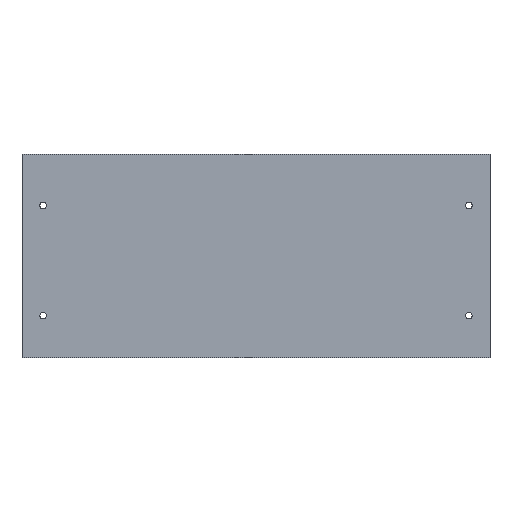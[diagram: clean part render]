
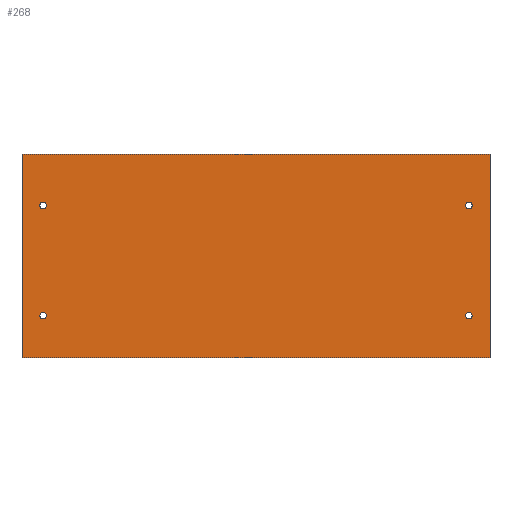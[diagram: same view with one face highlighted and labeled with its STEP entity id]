
A CAD part, left-side view. The second image highlights one B-rep face of the part: STEP entity #268.
In plain terms, the highlighted planar face has unit normal (-1, 0, 0).
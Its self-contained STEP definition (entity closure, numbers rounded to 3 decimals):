
#4 = EDGE_CURVE ( 'NONE', #345, #88, #347, .T. ) ;
#12 = DIRECTION ( 'NONE',  ( 0., 0., 1. ) ) ;
#13 = EDGE_LOOP ( 'NONE', ( #358, #46 ) ) ;
#15 = VERTEX_POINT ( 'NONE', #484 ) ;
#17 = DIRECTION ( 'NONE',  ( -1., 0., 0. ) ) ;
#20 = DIRECTION ( 'NONE',  ( 0., 0., 1. ) ) ;
#25 = CIRCLE ( 'NONE', #119, 1.8 ) ;
#35 = ORIENTED_EDGE ( 'NONE', *, *, #4, .F. ) ;
#42 = DIRECTION ( 'NONE',  ( -1., 0., 0. ) ) ;
#43 = EDGE_LOOP ( 'NONE', ( #59, #247, #175, #219 ) ) ;
#46 = ORIENTED_EDGE ( 'NONE', *, *, #75, .F. ) ;
#58 = CARTESIAN_POINT ( 'NONE',  ( -130.5, 196., 24.8 ) ) ;
#59 = ORIENTED_EDGE ( 'NONE', *, *, #249, .F. ) ;
#60 = EDGE_LOOP ( 'NONE', ( #233, #243 ) ) ;
#62 = DIRECTION ( 'NONE',  ( 0., 0., 1. ) ) ;
#64 = VECTOR ( 'NONE', #321, 1000. ) ;
#75 = EDGE_CURVE ( 'NONE', #236, #297, #238, .T. ) ;
#78 = EDGE_CURVE ( 'NONE', #418, #133, #320, .T. ) ;
#79 = DIRECTION ( 'NONE',  ( 0., 0., 1. ) ) ;
#80 = VECTOR ( 'NONE', #99, 1000. ) ;
#86 = CARTESIAN_POINT ( 'NONE',  ( -130.5, -47.5, 0. ) ) ;
#88 = VERTEX_POINT ( 'NONE', #160 ) ;
#94 = CARTESIAN_POINT ( 'NONE',  ( -130.5, -47.5, 366.018 ) ) ;
#96 = CARTESIAN_POINT ( 'NONE',  ( -130.5, 207.5, 366.018 ) ) ;
#98 = EDGE_CURVE ( 'NONE', #207, #436, #497, .T. ) ;
#99 = DIRECTION ( 'NONE',  ( 0., 1., 0. ) ) ;
#102 = CIRCLE ( 'NONE', #446, 1.8 ) ;
#107 = DIRECTION ( 'NONE',  ( -1., 0., 0. ) ) ;
#109 = DIRECTION ( 'NONE',  ( 0., 0., 1. ) ) ;
#116 = AXIS2_PLACEMENT_3D ( 'NONE', #177, #447, #141 ) ;
#119 = AXIS2_PLACEMENT_3D ( 'NONE', #465, #310, #230 ) ;
#125 = CARTESIAN_POINT ( 'NONE',  ( -130.5, -36., 84.8 ) ) ;
#127 = CIRCLE ( 'NONE', #491, 1.8 ) ;
#130 = EDGE_CURVE ( 'Edge6', #15, #375, #232, .T. ) ;
#132 = LINE ( 'NONE', #359, #353 ) ;
#133 = VERTEX_POINT ( 'NONE', #461 ) ;
#140 = CARTESIAN_POINT ( 'NONE',  ( -130.5, 207.5, 111. ) ) ;
#141 = DIRECTION ( 'NONE',  ( 0., 0., 1. ) ) ;
#142 = DIRECTION ( 'NONE',  ( -1., 0., 0. ) ) ;
#150 = EDGE_CURVE ( 'NONE', #297, #236, #181, .T. ) ;
#153 = CARTESIAN_POINT ( 'NONE',  ( -130.5, 196., 83. ) ) ;
#160 = CARTESIAN_POINT ( 'NONE',  ( -130.5, -36., 21.2 ) ) ;
#163 = EDGE_CURVE ( 'NONE', #436, #207, #25, .T. ) ;
#174 = FACE_OUTER_BOUND ( 'NONE', #43, .T. ) ;
#175 = ORIENTED_EDGE ( 'NONE', *, *, #130, .T. ) ;
#176 = CARTESIAN_POINT ( 'NONE',  ( -130.5, -47.5, 111. ) ) ;
#177 = CARTESIAN_POINT ( 'NONE',  ( -130.5, -36., 83. ) ) ;
#179 = FACE_BOUND ( 'NONE', #13, .T. ) ;
#181 = CIRCLE ( 'NONE', #459, 1.8 ) ;
#198 = DIRECTION ( 'NONE',  ( -1., 0., 0. ) ) ;
#199 = VERTEX_POINT ( 'NONE', #86 ) ;
#207 = VERTEX_POINT ( 'NONE', #58 ) ;
#210 = CARTESIAN_POINT ( 'NONE',  ( -130.5, -36., 23. ) ) ;
#216 = ORIENTED_EDGE ( 'NONE', *, *, #163, .F. ) ;
#218 = CARTESIAN_POINT ( 'NONE',  ( -130.5, 207.5, 0. ) ) ;
#219 = ORIENTED_EDGE ( 'NONE', *, *, #311, .F. ) ;
#220 = CARTESIAN_POINT ( 'NONE',  ( -130.5, -36., 24.8 ) ) ;
#221 = DIRECTION ( 'NONE',  ( -1., 0., 0. ) ) ;
#230 = DIRECTION ( 'NONE',  ( 0., 0., 1. ) ) ;
#232 = LINE ( 'NONE', #355, #303 ) ;
#233 = ORIENTED_EDGE ( 'NONE', *, *, #78, .F. ) ;
#236 = VERTEX_POINT ( 'NONE', #283 ) ;
#237 = DIRECTION ( 'NONE',  ( 0., 0., -1. ) ) ;
#238 = CIRCLE ( 'NONE', #116, 1.8 ) ;
#240 = DIRECTION ( 'NONE',  ( 0., -1., 0. ) ) ;
#243 = ORIENTED_EDGE ( 'NONE', *, *, #385, .F. ) ;
#244 = DIRECTION ( 'NONE',  ( 0., 1., 0. ) ) ;
#247 = ORIENTED_EDGE ( 'NONE', *, *, #301, .T. ) ;
#249 = EDGE_CURVE ( 'Edge5', #329, #199, #448, .T. ) ;
#251 = ORIENTED_EDGE ( 'NONE', *, *, #325, .F. ) ;
#260 = CARTESIAN_POINT ( 'NONE',  ( -130.5, 196., 84.8 ) ) ;
#262 = AXIS2_PLACEMENT_3D ( 'NONE', #333, #221, #62 ) ;
#268 = ADVANCED_FACE ( 'Face1', ( #291, #366, #441, #179, #174 ), #324, .T. ) ;
#280 = EDGE_LOOP ( 'NONE', ( #35, #251 ) ) ;
#283 = CARTESIAN_POINT ( 'NONE',  ( -130.5, -36., 81.2 ) ) ;
#291 = FACE_BOUND ( 'NONE', #404, .T. ) ;
#292 = CARTESIAN_POINT ( 'NONE',  ( -130.5, 196., 83. ) ) ;
#297 = VERTEX_POINT ( 'NONE', #125 ) ;
#301 = EDGE_CURVE ( 'NONE', #329, #15, #482, .T. ) ;
#303 = VECTOR ( 'NONE', #237, 1000. ) ;
#307 = CARTESIAN_POINT ( 'NONE',  ( -130.5, 196., 23. ) ) ;
#310 = DIRECTION ( 'NONE',  ( -1., 0., 0. ) ) ;
#311 = EDGE_CURVE ( 'NONE', #199, #375, #132, .T. ) ;
#320 = CIRCLE ( 'NONE', #471, 1.8 ) ;
#321 = DIRECTION ( 'NONE',  ( 0., 0., -1. ) ) ;
#324 = PLANE ( 'NONE',  #388 ) ;
#325 = EDGE_CURVE ( 'NONE', #88, #345, #102, .T. ) ;
#328 = DIRECTION ( 'NONE',  ( -1., 0., 0. ) ) ;
#329 = VERTEX_POINT ( 'NONE', #176 ) ;
#333 = CARTESIAN_POINT ( 'NONE',  ( -130.5, -36., 23. ) ) ;
#345 = VERTEX_POINT ( 'NONE', #220 ) ;
#347 = CIRCLE ( 'NONE', #262, 1.8 ) ;
#353 = VECTOR ( 'NONE', #244, 1000. ) ;
#355 = CARTESIAN_POINT ( 'NONE',  ( -130.5, 207.5, 366.018 ) ) ;
#358 = ORIENTED_EDGE ( 'NONE', *, *, #150, .F. ) ;
#359 = CARTESIAN_POINT ( 'NONE',  ( -130.5, 207.5, 0. ) ) ;
#366 = FACE_BOUND ( 'NONE', #60, .T. ) ;
#375 = VERTEX_POINT ( 'NONE', #218 ) ;
#382 = DIRECTION ( 'NONE',  ( 0., 0., 1. ) ) ;
#385 = EDGE_CURVE ( 'NONE', #133, #418, #127, .T. ) ;
#388 = AXIS2_PLACEMENT_3D ( 'NONE', #96, #328, #240 ) ;
#404 = EDGE_LOOP ( 'NONE', ( #475, #216 ) ) ;
#417 = CARTESIAN_POINT ( 'NONE',  ( -130.5, 196., 21.2 ) ) ;
#418 = VERTEX_POINT ( 'NONE', #260 ) ;
#423 = AXIS2_PLACEMENT_3D ( 'NONE', #307, #42, #12 ) ;
#428 = CARTESIAN_POINT ( 'NONE',  ( -130.5, -36., 83. ) ) ;
#436 = VERTEX_POINT ( 'NONE', #417 ) ;
#441 = FACE_BOUND ( 'NONE', #280, .T. ) ;
#446 = AXIS2_PLACEMENT_3D ( 'NONE', #210, #17, #20 ) ;
#447 = DIRECTION ( 'NONE',  ( -1., 0., 0. ) ) ;
#448 = LINE ( 'NONE', #94, #64 ) ;
#459 = AXIS2_PLACEMENT_3D ( 'NONE', #428, #198, #79 ) ;
#461 = CARTESIAN_POINT ( 'NONE',  ( -130.5, 196., 81.2 ) ) ;
#465 = CARTESIAN_POINT ( 'NONE',  ( -130.5, 196., 23. ) ) ;
#471 = AXIS2_PLACEMENT_3D ( 'NONE', #292, #107, #109 ) ;
#475 = ORIENTED_EDGE ( 'NONE', *, *, #98, .F. ) ;
#482 = LINE ( 'NONE', #140, #80 ) ;
#484 = CARTESIAN_POINT ( 'NONE',  ( -130.5, 207.5, 111. ) ) ;
#491 = AXIS2_PLACEMENT_3D ( 'NONE', #153, #142, #382 ) ;
#497 = CIRCLE ( 'NONE', #423, 1.8 ) ;
